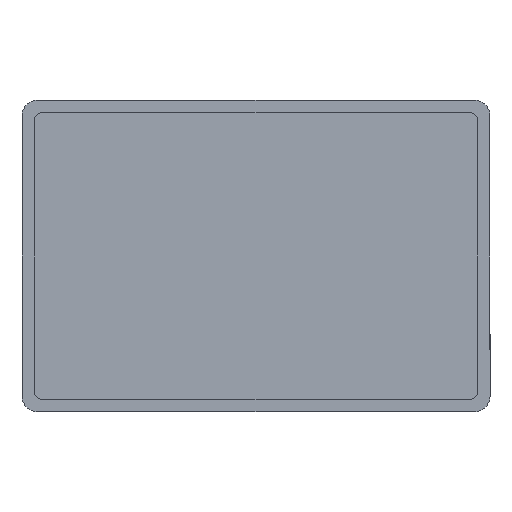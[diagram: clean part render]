
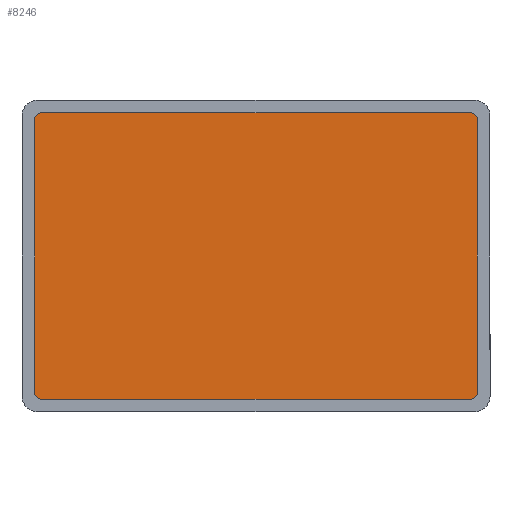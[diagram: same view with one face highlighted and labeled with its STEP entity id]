
A CAD part, front view. The second image highlights one B-rep face of the part: STEP entity #8246.
In plain terms, the highlighted planar face has unit normal (0, -1, 0).
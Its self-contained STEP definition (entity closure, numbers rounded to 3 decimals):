
#705 = ORIENTED_EDGE ( 'NONE', *, *, #17791, .F. ) ;
#918 = VERTEX_POINT ( 'NONE', #14380 ) ;
#1260 = DIRECTION ( 'NONE',  ( 0., 0., -1. ) ) ;
#1375 = DIRECTION ( 'NONE',  ( 0., 0., 1. ) ) ;
#1410 = VERTEX_POINT ( 'NONE', #10466 ) ;
#1466 = AXIS2_PLACEMENT_3D ( 'NONE', #11261, #9895, #8534 ) ;
#2590 = PLANE ( 'NONE',  #7757 ) ;
#2640 = CARTESIAN_POINT ( 'NONE',  ( -283., 0., 174. ) ) ;
#2747 = DIRECTION ( 'NONE',  ( 0., 0., 1. ) ) ;
#2819 = CARTESIAN_POINT ( 'NONE',  ( 283., 0., 174. ) ) ;
#2980 = CARTESIAN_POINT ( 'NONE',  ( 283., 0., -174. ) ) ;
#3469 = DIRECTION ( 'NONE',  ( 0., 1., 0. ) ) ;
#3668 = VECTOR ( 'NONE', #1260, 1000. ) ;
#4071 = ORIENTED_EDGE ( 'NONE', *, *, #17251, .F. ) ;
#4308 = ORIENTED_EDGE ( 'NONE', *, *, #15040, .F. ) ;
#4973 = CIRCLE ( 'NONE', #13044, 9. ) ;
#4976 = ORIENTED_EDGE ( 'NONE', *, *, #5540, .F. ) ;
#5261 = CARTESIAN_POINT ( 'NONE',  ( -274., 0., -183. ) ) ;
#5293 = DIRECTION ( 'NONE',  ( 0., 0., 1. ) ) ;
#5352 = CIRCLE ( 'NONE', #14057, 9. ) ;
#5516 = CARTESIAN_POINT ( 'NONE',  ( -274., 0., -183. ) ) ;
#5540 = EDGE_CURVE ( 'NONE', #11048, #16022, #4973, .T. ) ;
#5673 = CARTESIAN_POINT ( 'NONE',  ( -274., 0., -174. ) ) ;
#6932 = LINE ( 'NONE', #2640, #11100 ) ;
#7247 = ORIENTED_EDGE ( 'NONE', *, *, #14099, .F. ) ;
#7483 = CARTESIAN_POINT ( 'NONE',  ( -274., 0., 183. ) ) ;
#7650 = CARTESIAN_POINT ( 'NONE',  ( 274., 0., 174. ) ) ;
#7748 = DIRECTION ( 'NONE',  ( 0., 1., 0. ) ) ;
#7757 = AXIS2_PLACEMENT_3D ( 'NONE', #10574, #7748, #13683 ) ;
#8246 = ADVANCED_FACE ( 'NONE', ( #11737 ), #2590, .F. ) ;
#8534 = DIRECTION ( 'NONE',  ( 0., 0., 1. ) ) ;
#9212 = EDGE_CURVE ( 'NONE', #16022, #14152, #16930, .T. ) ;
#9465 = EDGE_CURVE ( 'NONE', #16303, #1410, #15014, .T. ) ;
#9487 = VERTEX_POINT ( 'NONE', #18152 ) ;
#9535 = DIRECTION ( 'NONE',  ( 1., 0., 0. ) ) ;
#9895 = DIRECTION ( 'NONE',  ( 0., 1., 0. ) ) ;
#10010 = VECTOR ( 'NONE', #9535, 1000. ) ;
#10148 = DIRECTION ( 'NONE',  ( 0., 1., 0. ) ) ;
#10466 = CARTESIAN_POINT ( 'NONE',  ( 283., 0., 174. ) ) ;
#10574 = CARTESIAN_POINT ( 'NONE',  ( -274., 0., -174. ) ) ;
#11048 = VERTEX_POINT ( 'NONE', #2980 ) ;
#11100 = VECTOR ( 'NONE', #1375, 1000. ) ;
#11261 = CARTESIAN_POINT ( 'NONE',  ( -274., 0., 174. ) ) ;
#11737 = FACE_OUTER_BOUND ( 'NONE', #14628, .T. ) ;
#12547 = CARTESIAN_POINT ( 'NONE',  ( -274., 0., 183. ) ) ;
#12736 = VERTEX_POINT ( 'NONE', #7483 ) ;
#12975 = EDGE_CURVE ( 'NONE', #918, #12736, #16690, .T. ) ;
#13044 = AXIS2_PLACEMENT_3D ( 'NONE', #18606, #17137, #5293 ) ;
#13683 = DIRECTION ( 'NONE',  ( 0., 0., 1. ) ) ;
#13778 = VECTOR ( 'NONE', #17022, 1000. ) ;
#14057 = AXIS2_PLACEMENT_3D ( 'NONE', #5673, #10148, #2747 ) ;
#14099 = EDGE_CURVE ( 'NONE', #12736, #16303, #16910, .T. ) ;
#14152 = VERTEX_POINT ( 'NONE', #5516 ) ;
#14380 = CARTESIAN_POINT ( 'NONE',  ( -283., 0., 174. ) ) ;
#14392 = LINE ( 'NONE', #2819, #3668 ) ;
#14628 = EDGE_LOOP ( 'NONE', ( #4308, #17017, #4976, #705, #15548, #7247, #17034, #4071 ) ) ;
#15014 = CIRCLE ( 'NONE', #17482, 9. ) ;
#15040 = EDGE_CURVE ( 'NONE', #14152, #9487, #5352, .T. ) ;
#15045 = DIRECTION ( 'NONE',  ( 0., 0., 1. ) ) ;
#15548 = ORIENTED_EDGE ( 'NONE', *, *, #9465, .F. ) ;
#16022 = VERTEX_POINT ( 'NONE', #17043 ) ;
#16303 = VERTEX_POINT ( 'NONE', #17803 ) ;
#16690 = CIRCLE ( 'NONE', #1466, 9. ) ;
#16910 = LINE ( 'NONE', #12547, #10010 ) ;
#16930 = LINE ( 'NONE', #5261, #13778 ) ;
#17017 = ORIENTED_EDGE ( 'NONE', *, *, #9212, .F. ) ;
#17022 = DIRECTION ( 'NONE',  ( -1., 0., 0. ) ) ;
#17034 = ORIENTED_EDGE ( 'NONE', *, *, #12975, .F. ) ;
#17043 = CARTESIAN_POINT ( 'NONE',  ( 274., 0., -183. ) ) ;
#17137 = DIRECTION ( 'NONE',  ( 0., 1., 0. ) ) ;
#17251 = EDGE_CURVE ( 'NONE', #9487, #918, #6932, .T. ) ;
#17482 = AXIS2_PLACEMENT_3D ( 'NONE', #7650, #3469, #15045 ) ;
#17791 = EDGE_CURVE ( 'NONE', #1410, #11048, #14392, .T. ) ;
#17803 = CARTESIAN_POINT ( 'NONE',  ( 274., 0., 183. ) ) ;
#18152 = CARTESIAN_POINT ( 'NONE',  ( -283., 0., -174. ) ) ;
#18606 = CARTESIAN_POINT ( 'NONE',  ( 274., 0., -174. ) ) ;
